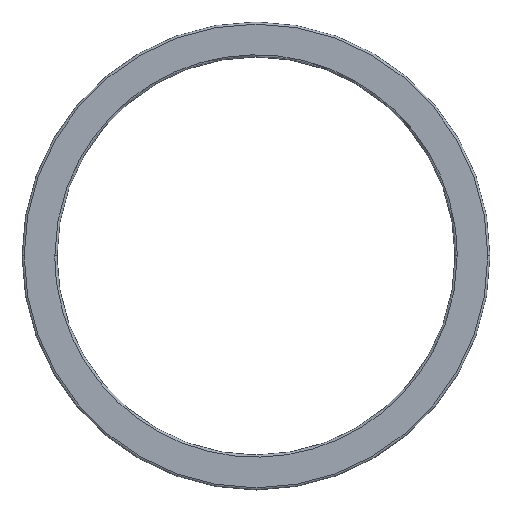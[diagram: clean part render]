
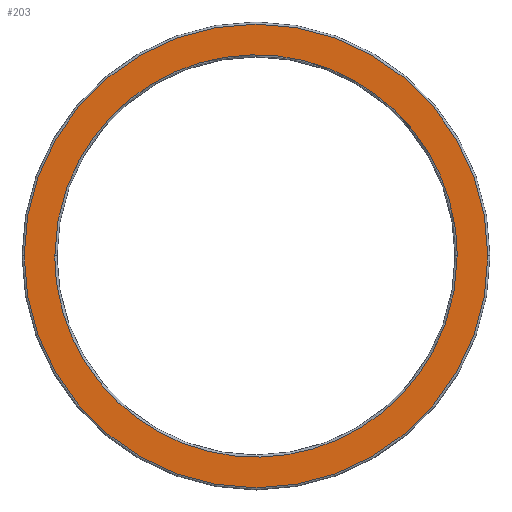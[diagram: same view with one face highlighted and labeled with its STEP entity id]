
A CAD part, top view. The second image highlights one B-rep face of the part: STEP entity #203.
In plain terms, the highlighted planar face has unit normal (0, 0, 1).
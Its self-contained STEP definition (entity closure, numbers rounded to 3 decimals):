
#54=AXIS2_PLACEMENT_3D('Circle Axis2P3D',#52,#53,$) ;
#123=AXIS2_PLACEMENT_3D('Circle Axis2P3D',#121,#122,$) ;
#137=AXIS2_PLACEMENT_3D('Plane Axis2P3D',#134,#135,#136) ;
#49=CARTESIAN_POINT('Vertex',(0.2,21.75,3.)) ;
#52=CARTESIAN_POINT('Axis2P3D Location',(21.75,21.75,3.)) ;
#56=CARTESIAN_POINT('Vertex',(43.3,21.75,3.)) ;
#121=CARTESIAN_POINT('Axis2P3D Location',(21.75,21.75,3.)) ;
#134=CARTESIAN_POINT('Axis2P3D Location',(21.75,21.75,3.)) ;
#144=CARTESIAN_POINT('Control Point',(40.45,21.75,3.)) ;
#145=CARTESIAN_POINT('Control Point',(40.45,20.055,3.)) ;
#146=CARTESIAN_POINT('Control Point',(40.258,18.361,3.)) ;
#147=CARTESIAN_POINT('Control Point',(39.874,16.695,3.)) ;
#148=CARTESIAN_POINT('Control Point',(38.735,13.479,3.)) ;
#149=CARTESIAN_POINT('Control Point',(36.906,10.6,3.)) ;
#150=CARTESIAN_POINT('Control Point',(35.831,9.27,3.)) ;
#151=CARTESIAN_POINT('Control Point',(33.4,6.878,3.)) ;
#152=CARTESIAN_POINT('Control Point',(30.495,5.09,3.)) ;
#153=CARTESIAN_POINT('Control Point',(28.947,4.365,3.)) ;
#154=CARTESIAN_POINT('Control Point',(25.713,3.278,3.)) ;
#155=CARTESIAN_POINT('Control Point',(22.318,2.943,3.)) ;
#156=CARTESIAN_POINT('Control Point',(20.609,2.969,3.)) ;
#157=CARTESIAN_POINT('Control Point',(17.226,3.408,3.)) ;
#158=CARTESIAN_POINT('Control Point',(14.027,4.592,3.)) ;
#159=CARTESIAN_POINT('Control Point',(12.502,5.364,3.)) ;
#160=CARTESIAN_POINT('Control Point',(9.652,7.239,3.)) ;
#161=CARTESIAN_POINT('Control Point',(7.295,9.705,3.)) ;
#162=CARTESIAN_POINT('Control Point',(6.261,11.067,3.)) ;
#163=CARTESIAN_POINT('Control Point',(4.579,13.902,3.)) ;
#164=CARTESIAN_POINT('Control Point',(3.551,17.031,3.)) ;
#165=CARTESIAN_POINT('Control Point',(3.217,18.588,3.)) ;
#166=CARTESIAN_POINT('Control Point',(3.05,20.169,3.)) ;
#167=CARTESIAN_POINT('Control Point',(3.05,21.75,3.)) ;
#168=CARTESIAN_POINT('Vertex',(40.45,21.75,3.)) ;
#170=CARTESIAN_POINT('Vertex',(3.05,21.75,3.)) ;
#174=CARTESIAN_POINT('Control Point',(3.05,21.75,3.)) ;
#175=CARTESIAN_POINT('Control Point',(3.05,23.445,3.)) ;
#176=CARTESIAN_POINT('Control Point',(3.242,25.139,3.)) ;
#177=CARTESIAN_POINT('Control Point',(3.626,26.805,3.)) ;
#178=CARTESIAN_POINT('Control Point',(4.765,30.021,3.)) ;
#179=CARTESIAN_POINT('Control Point',(6.594,32.9,3.)) ;
#180=CARTESIAN_POINT('Control Point',(7.669,34.23,3.)) ;
#181=CARTESIAN_POINT('Control Point',(10.1,36.622,3.)) ;
#182=CARTESIAN_POINT('Control Point',(13.005,38.41,3.)) ;
#183=CARTESIAN_POINT('Control Point',(14.553,39.135,3.)) ;
#184=CARTESIAN_POINT('Control Point',(17.787,40.222,3.)) ;
#185=CARTESIAN_POINT('Control Point',(21.182,40.557,3.)) ;
#186=CARTESIAN_POINT('Control Point',(22.891,40.531,3.)) ;
#187=CARTESIAN_POINT('Control Point',(26.274,40.092,3.)) ;
#188=CARTESIAN_POINT('Control Point',(29.473,38.908,3.)) ;
#189=CARTESIAN_POINT('Control Point',(30.998,38.136,3.)) ;
#190=CARTESIAN_POINT('Control Point',(33.848,36.261,3.)) ;
#191=CARTESIAN_POINT('Control Point',(36.205,33.795,3.)) ;
#192=CARTESIAN_POINT('Control Point',(37.239,32.433,3.)) ;
#193=CARTESIAN_POINT('Control Point',(38.921,29.598,3.)) ;
#194=CARTESIAN_POINT('Control Point',(39.949,26.469,3.)) ;
#195=CARTESIAN_POINT('Control Point',(40.283,24.912,3.)) ;
#196=CARTESIAN_POINT('Control Point',(40.45,23.331,3.)) ;
#197=CARTESIAN_POINT('Control Point',(40.45,21.75,3.)) ;
#53=DIRECTION('Axis2P3D Direction',(0.,0.,1.)) ;
#122=DIRECTION('Axis2P3D Direction',(0.,0.,1.)) ;
#135=DIRECTION('Axis2P3D Direction',(0.,0.,1.)) ;
#136=DIRECTION('Axis2P3D XDirection',(1.,0.,0.)) ;
#140=ORIENTED_EDGE('',*,*,#58,.T.) ;
#141=ORIENTED_EDGE('',*,*,#125,.T.) ;
#200=ORIENTED_EDGE('',*,*,#172,.T.) ;
#201=ORIENTED_EDGE('',*,*,#198,.T.) ;
#202=FACE_BOUND('',#199,.T.) ;
#203=ADVANCED_FACE('Verrundung1',(#142,#202),#138,.T.) ;
#143=B_SPLINE_CURVE_WITH_KNOTS('',5,(#144,#145,#146,#147,#148,#149,#150,#151,#152,#153,#154,#155,#156,#157,#158,#159,#160,#161,#162,#163,#164,#165,#166,#167),.UNSPECIFIED.,.F.,.U.,(6,3,3,3,3,3,3,6),(0.,12.009,24.018,36.027,48.036,60.045,72.054,83.256),.UNSPECIFIED.) ;
#173=B_SPLINE_CURVE_WITH_KNOTS('',5,(#174,#175,#176,#177,#178,#179,#180,#181,#182,#183,#184,#185,#186,#187,#188,#189,#190,#191,#192,#193,#194,#195,#196,#197),.UNSPECIFIED.,.F.,.U.,(6,3,3,3,3,3,3,6),(0.,12.009,24.018,36.027,48.036,60.045,72.054,83.256),.UNSPECIFIED.) ;
#55=CIRCLE('generated circle',#54,21.55) ;
#124=CIRCLE('generated circle',#123,21.55) ;
#58=EDGE_CURVE('',#57,#50,#55,.T.) ;
#125=EDGE_CURVE('',#50,#57,#124,.T.) ;
#172=EDGE_CURVE('',#169,#171,#143,.T.) ;
#198=EDGE_CURVE('',#171,#169,#173,.T.) ;
#139=EDGE_LOOP('',(#140,#141)) ;
#199=EDGE_LOOP('',(#200,#201)) ;
#142=FACE_OUTER_BOUND('',#139,.T.) ;
#138=PLANE('',#137) ;
#50=VERTEX_POINT('',#49) ;
#57=VERTEX_POINT('',#56) ;
#169=VERTEX_POINT('',#168) ;
#171=VERTEX_POINT('',#170) ;
